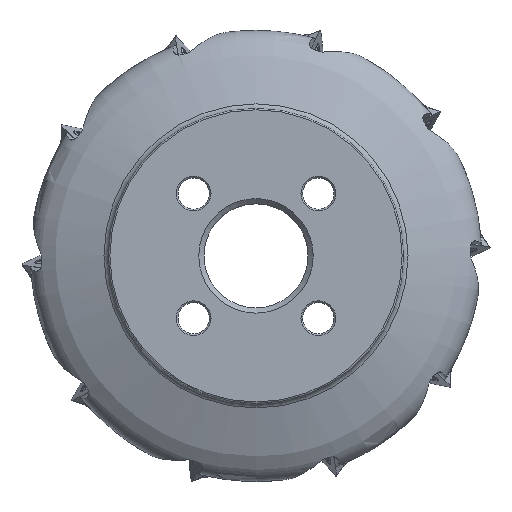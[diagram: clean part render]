
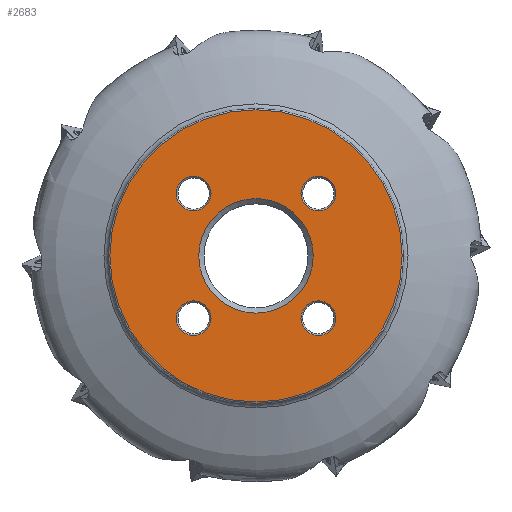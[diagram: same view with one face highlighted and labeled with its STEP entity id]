
A CAD part, top view. The second image highlights one B-rep face of the part: STEP entity #2683.
In plain terms, the highlighted planar face has unit normal (0, 0, 1).
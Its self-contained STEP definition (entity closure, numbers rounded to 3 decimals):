
#473=PLANE('',#12630);
#2683=ADVANCED_FACE('',(#3968,#3969,#3970,#3971,#3972,#3973),#473,.T.);
#3968=FACE_BOUND('',#4302,.T.);
#3969=FACE_BOUND('',#4303,.T.);
#3970=FACE_BOUND('',#4304,.T.);
#3971=FACE_BOUND('',#4305,.T.);
#3972=FACE_BOUND('',#4306,.T.);
#3973=FACE_BOUND('',#4307,.T.);
#4302=EDGE_LOOP('',(#5678));
#4303=EDGE_LOOP('',(#5679));
#4304=EDGE_LOOP('',(#5680));
#4305=EDGE_LOOP('',(#5681));
#4306=EDGE_LOOP('',(#5682));
#4307=EDGE_LOOP('',(#5683));
#5678=ORIENTED_EDGE('',*,*,#10380,.F.);
#5679=ORIENTED_EDGE('',*,*,#10381,.F.);
#5680=ORIENTED_EDGE('',*,*,#10382,.F.);
#5681=ORIENTED_EDGE('',*,*,#10383,.F.);
#5682=ORIENTED_EDGE('',*,*,#10384,.F.);
#5683=ORIENTED_EDGE('',*,*,#10385,.T.);
#9082=VERTEX_POINT('',#20460);
#9083=VERTEX_POINT('',#20462);
#9084=VERTEX_POINT('',#20464);
#9085=VERTEX_POINT('',#20466);
#9086=VERTEX_POINT('',#20468);
#9087=VERTEX_POINT('',#20470);
#10380=EDGE_CURVE('',#9082,#9082,#11752,.T.);
#10381=EDGE_CURVE('',#9083,#9083,#11753,.T.);
#10382=EDGE_CURVE('',#9084,#9084,#11754,.T.);
#10383=EDGE_CURVE('',#9085,#9085,#11755,.T.);
#10384=EDGE_CURVE('',#9086,#9086,#11756,.T.);
#10385=EDGE_CURVE('',#9087,#9087,#11757,.T.);
#11752=CIRCLE('',#12624,33.008);
#11753=CIRCLE('',#12625,10.);
#11754=CIRCLE('',#12626,10.);
#11755=CIRCLE('',#12627,10.);
#11756=CIRCLE('',#12628,10.);
#11757=CIRCLE('',#12629,84.2);
#12624=AXIS2_PLACEMENT_3D('',#20459,#14300,#14301);
#12625=AXIS2_PLACEMENT_3D('',#20461,#14302,#14303);
#12626=AXIS2_PLACEMENT_3D('',#20463,#14304,#14305);
#12627=AXIS2_PLACEMENT_3D('',#20465,#14306,#14307);
#12628=AXIS2_PLACEMENT_3D('',#20467,#14308,#14309);
#12629=AXIS2_PLACEMENT_3D('',#20469,#14310,#14311);
#12630=AXIS2_PLACEMENT_3D('',#20471,#14312,#14313);
#14300=DIRECTION('',(0.,0.,1.));
#14301=DIRECTION('',(0.,1.,0.));
#14302=DIRECTION('',(0.,0.,1.));
#14303=DIRECTION('',(0.,1.,0.));
#14304=DIRECTION('',(0.,0.,1.));
#14305=DIRECTION('',(0.,1.,0.));
#14306=DIRECTION('',(0.,0.,1.));
#14307=DIRECTION('',(0.,1.,0.));
#14308=DIRECTION('',(0.,0.,1.));
#14309=DIRECTION('',(0.,1.,0.));
#14310=DIRECTION('',(0.,0.,1.));
#14311=DIRECTION('',(0.,1.,0.));
#14312=DIRECTION('',(0.,0.,1.));
#14313=DIRECTION('',(0.,1.,0.));
#20459=CARTESIAN_POINT('',(0.,0.,0.));
#20460=CARTESIAN_POINT('',(0.,33.008,0.));
#20461=CARTESIAN_POINT('',(35.921,35.921,0.));
#20462=CARTESIAN_POINT('',(35.921,45.921,0.));
#20463=CARTESIAN_POINT('',(-35.921,35.921,0.));
#20464=CARTESIAN_POINT('',(-35.921,45.921,0.));
#20465=CARTESIAN_POINT('',(-35.921,-35.921,0.));
#20466=CARTESIAN_POINT('',(-35.921,-25.921,0.));
#20467=CARTESIAN_POINT('',(35.921,-35.921,0.));
#20468=CARTESIAN_POINT('',(35.921,-25.921,0.));
#20469=CARTESIAN_POINT('',(0.,0.,0.));
#20470=CARTESIAN_POINT('',(0.,84.2,0.));
#20471=CARTESIAN_POINT('',(0.,0.,0.));
